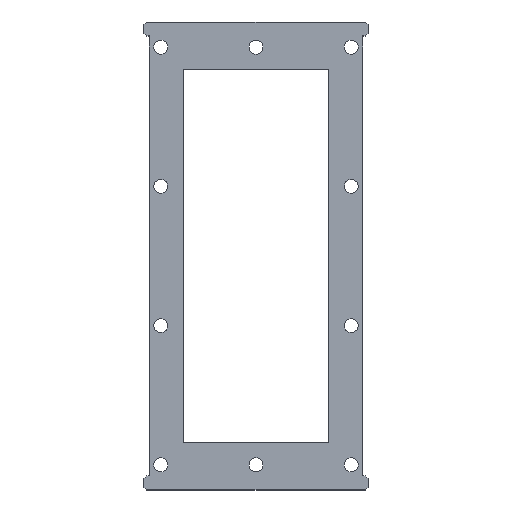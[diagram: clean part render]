
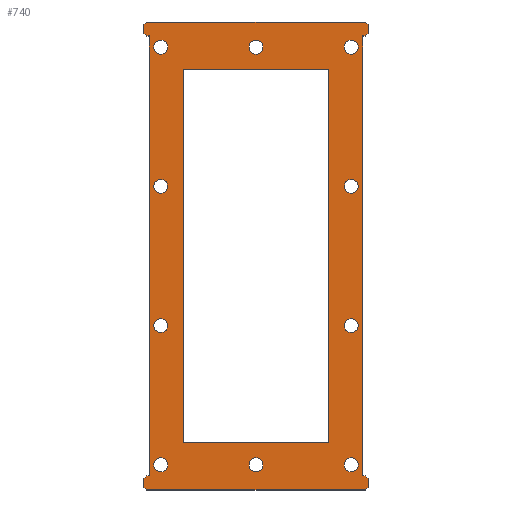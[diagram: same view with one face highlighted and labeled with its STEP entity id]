
A CAD part, top view. The second image highlights one B-rep face of the part: STEP entity #740.
In plain terms, the highlighted planar face has unit normal (0, 0, 1).
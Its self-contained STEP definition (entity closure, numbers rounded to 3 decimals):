
#15=FACE_BOUND('',#119,.T.);
#16=FACE_BOUND('',#120,.T.);
#17=FACE_BOUND('',#121,.T.);
#18=FACE_BOUND('',#122,.T.);
#19=FACE_BOUND('',#123,.T.);
#20=FACE_BOUND('',#124,.T.);
#21=FACE_BOUND('',#125,.T.);
#22=FACE_BOUND('',#126,.T.);
#23=FACE_BOUND('',#127,.T.);
#24=FACE_BOUND('',#128,.T.);
#25=FACE_BOUND('',#129,.T.);
#37=CIRCLE('',#780,2.5);
#39=CIRCLE('',#783,2.5);
#41=CIRCLE('',#786,2.5);
#43=CIRCLE('',#789,2.5);
#45=CIRCLE('',#792,2.5);
#47=CIRCLE('',#795,2.5);
#49=CIRCLE('',#798,2.5);
#51=CIRCLE('',#801,2.5);
#53=CIRCLE('',#804,2.5);
#55=CIRCLE('',#807,2.5);
#82=FACE_OUTER_BOUND('',#118,.T.);
#118=EDGE_LOOP('',(#555,#556,#557,#558,#559,#560,#561,#562,#563,#564,#565,
#566,#567,#568,#569,#570,#571,#572,#573,#574));
#119=EDGE_LOOP('',(#575));
#120=EDGE_LOOP('',(#576));
#121=EDGE_LOOP('',(#577));
#122=EDGE_LOOP('',(#578));
#123=EDGE_LOOP('',(#579));
#124=EDGE_LOOP('',(#580));
#125=EDGE_LOOP('',(#581));
#126=EDGE_LOOP('',(#582));
#127=EDGE_LOOP('',(#583));
#128=EDGE_LOOP('',(#584));
#129=EDGE_LOOP('',(#585,#586,#587,#588));
#162=LINE('',#1033,#244);
#165=LINE('',#1039,#247);
#170=LINE('',#1048,#252);
#172=LINE('',#1051,#254);
#185=LINE('',#1119,#267);
#187=LINE('',#1123,#269);
#188=LINE('',#1125,#270);
#189=LINE('',#1127,#271);
#190=LINE('',#1129,#272);
#191=LINE('',#1131,#273);
#192=LINE('',#1133,#274);
#193=LINE('',#1135,#275);
#194=LINE('',#1137,#276);
#195=LINE('',#1139,#277);
#196=LINE('',#1141,#278);
#197=LINE('',#1143,#279);
#198=LINE('',#1145,#280);
#199=LINE('',#1147,#281);
#200=LINE('',#1149,#282);
#201=LINE('',#1151,#283);
#202=LINE('',#1153,#284);
#203=LINE('',#1155,#285);
#204=LINE('',#1157,#286);
#205=LINE('',#1158,#287);
#244=VECTOR('',#836,10.);
#247=VECTOR('',#841,10.);
#252=VECTOR('',#848,10.);
#254=VECTOR('',#852,10.);
#267=VECTOR('',#927,10.);
#269=VECTOR('',#931,10.);
#270=VECTOR('',#932,10.);
#271=VECTOR('',#933,10.);
#272=VECTOR('',#934,10.);
#273=VECTOR('',#935,10.);
#274=VECTOR('',#936,10.);
#275=VECTOR('',#937,10.);
#276=VECTOR('',#938,10.);
#277=VECTOR('',#939,10.);
#278=VECTOR('',#940,10.);
#279=VECTOR('',#941,10.);
#280=VECTOR('',#942,10.);
#281=VECTOR('',#943,10.);
#282=VECTOR('',#944,10.);
#283=VECTOR('',#945,10.);
#284=VECTOR('',#946,10.);
#285=VECTOR('',#947,10.);
#286=VECTOR('',#948,10.);
#287=VECTOR('',#949,10.);
#325=VERTEX_POINT('',#1029);
#327=VERTEX_POINT('',#1032);
#329=VERTEX_POINT('',#1038);
#332=VERTEX_POINT('',#1046);
#333=VERTEX_POINT('',#1053);
#335=VERTEX_POINT('',#1059);
#337=VERTEX_POINT('',#1065);
#339=VERTEX_POINT('',#1071);
#341=VERTEX_POINT('',#1077);
#343=VERTEX_POINT('',#1083);
#345=VERTEX_POINT('',#1089);
#347=VERTEX_POINT('',#1095);
#349=VERTEX_POINT('',#1101);
#351=VERTEX_POINT('',#1107);
#355=VERTEX_POINT('',#1116);
#356=VERTEX_POINT('',#1118);
#357=VERTEX_POINT('',#1122);
#358=VERTEX_POINT('',#1124);
#359=VERTEX_POINT('',#1126);
#360=VERTEX_POINT('',#1128);
#361=VERTEX_POINT('',#1130);
#362=VERTEX_POINT('',#1132);
#363=VERTEX_POINT('',#1134);
#364=VERTEX_POINT('',#1136);
#365=VERTEX_POINT('',#1138);
#366=VERTEX_POINT('',#1140);
#367=VERTEX_POINT('',#1142);
#368=VERTEX_POINT('',#1144);
#369=VERTEX_POINT('',#1146);
#370=VERTEX_POINT('',#1148);
#371=VERTEX_POINT('',#1150);
#372=VERTEX_POINT('',#1152);
#373=VERTEX_POINT('',#1154);
#374=VERTEX_POINT('',#1156);
#394=EDGE_CURVE('',#325,#327,#162,.T.);
#397=EDGE_CURVE('',#327,#329,#165,.T.);
#402=EDGE_CURVE('',#332,#325,#170,.T.);
#404=EDGE_CURVE('',#329,#332,#172,.T.);
#405=EDGE_CURVE('',#333,#333,#37,.T.);
#408=EDGE_CURVE('',#335,#335,#39,.T.);
#411=EDGE_CURVE('',#337,#337,#41,.T.);
#414=EDGE_CURVE('',#339,#339,#43,.T.);
#417=EDGE_CURVE('',#341,#341,#45,.T.);
#420=EDGE_CURVE('',#343,#343,#47,.T.);
#423=EDGE_CURVE('',#345,#345,#49,.T.);
#426=EDGE_CURVE('',#347,#347,#51,.T.);
#429=EDGE_CURVE('',#349,#349,#53,.T.);
#432=EDGE_CURVE('',#351,#351,#55,.T.);
#437=EDGE_CURVE('',#355,#356,#185,.T.);
#439=EDGE_CURVE('',#357,#355,#187,.T.);
#440=EDGE_CURVE('',#358,#357,#188,.T.);
#441=EDGE_CURVE('',#358,#359,#189,.T.);
#442=EDGE_CURVE('',#359,#360,#190,.T.);
#443=EDGE_CURVE('',#360,#361,#191,.T.);
#444=EDGE_CURVE('',#362,#361,#192,.T.);
#445=EDGE_CURVE('',#363,#362,#193,.T.);
#446=EDGE_CURVE('',#364,#363,#194,.T.);
#447=EDGE_CURVE('',#364,#365,#195,.T.);
#448=EDGE_CURVE('',#366,#365,#196,.T.);
#449=EDGE_CURVE('',#367,#366,#197,.T.);
#450=EDGE_CURVE('',#368,#367,#198,.T.);
#451=EDGE_CURVE('',#368,#369,#199,.T.);
#452=EDGE_CURVE('',#369,#370,#200,.T.);
#453=EDGE_CURVE('',#370,#371,#201,.T.);
#454=EDGE_CURVE('',#372,#371,#202,.T.);
#455=EDGE_CURVE('',#373,#372,#203,.T.);
#456=EDGE_CURVE('',#374,#373,#204,.T.);
#457=EDGE_CURVE('',#374,#356,#205,.T.);
#555=ORIENTED_EDGE('',*,*,#437,.F.);
#556=ORIENTED_EDGE('',*,*,#439,.F.);
#557=ORIENTED_EDGE('',*,*,#440,.F.);
#558=ORIENTED_EDGE('',*,*,#441,.T.);
#559=ORIENTED_EDGE('',*,*,#442,.T.);
#560=ORIENTED_EDGE('',*,*,#443,.T.);
#561=ORIENTED_EDGE('',*,*,#444,.F.);
#562=ORIENTED_EDGE('',*,*,#445,.F.);
#563=ORIENTED_EDGE('',*,*,#446,.F.);
#564=ORIENTED_EDGE('',*,*,#447,.T.);
#565=ORIENTED_EDGE('',*,*,#448,.F.);
#566=ORIENTED_EDGE('',*,*,#449,.F.);
#567=ORIENTED_EDGE('',*,*,#450,.F.);
#568=ORIENTED_EDGE('',*,*,#451,.T.);
#569=ORIENTED_EDGE('',*,*,#452,.T.);
#570=ORIENTED_EDGE('',*,*,#453,.T.);
#571=ORIENTED_EDGE('',*,*,#454,.F.);
#572=ORIENTED_EDGE('',*,*,#455,.F.);
#573=ORIENTED_EDGE('',*,*,#456,.F.);
#574=ORIENTED_EDGE('',*,*,#457,.T.);
#575=ORIENTED_EDGE('',*,*,#405,.T.);
#576=ORIENTED_EDGE('',*,*,#408,.T.);
#577=ORIENTED_EDGE('',*,*,#411,.T.);
#578=ORIENTED_EDGE('',*,*,#414,.T.);
#579=ORIENTED_EDGE('',*,*,#417,.T.);
#580=ORIENTED_EDGE('',*,*,#420,.T.);
#581=ORIENTED_EDGE('',*,*,#423,.T.);
#582=ORIENTED_EDGE('',*,*,#426,.T.);
#583=ORIENTED_EDGE('',*,*,#429,.T.);
#584=ORIENTED_EDGE('',*,*,#432,.T.);
#585=ORIENTED_EDGE('',*,*,#402,.F.);
#586=ORIENTED_EDGE('',*,*,#404,.F.);
#587=ORIENTED_EDGE('',*,*,#397,.F.);
#588=ORIENTED_EDGE('',*,*,#394,.F.);
#704=PLANE('',#810);
#740=ADVANCED_FACE('',(#82,#15,#16,#17,#18,#19,#20,#21,#22,#23,#24,#25),
#704,.T.);
#780=AXIS2_PLACEMENT_3D('',#1054,#855,#856);
#783=AXIS2_PLACEMENT_3D('',#1060,#862,#863);
#786=AXIS2_PLACEMENT_3D('',#1066,#869,#870);
#789=AXIS2_PLACEMENT_3D('',#1072,#876,#877);
#792=AXIS2_PLACEMENT_3D('',#1078,#883,#884);
#795=AXIS2_PLACEMENT_3D('',#1084,#890,#891);
#798=AXIS2_PLACEMENT_3D('',#1090,#897,#898);
#801=AXIS2_PLACEMENT_3D('',#1096,#904,#905);
#804=AXIS2_PLACEMENT_3D('',#1102,#911,#912);
#807=AXIS2_PLACEMENT_3D('',#1108,#918,#919);
#810=AXIS2_PLACEMENT_3D('',#1121,#929,#930);
#836=DIRECTION('',(0.,1.,0.));
#841=DIRECTION('',(-1.,0.,0.));
#848=DIRECTION('',(1.,0.,0.));
#852=DIRECTION('',(0.,-1.,0.));
#855=DIRECTION('center_axis',(0.,0.,-1.));
#856=DIRECTION('ref_axis',(-1.,0.,0.));
#862=DIRECTION('center_axis',(0.,0.,-1.));
#863=DIRECTION('ref_axis',(-1.,0.,0.));
#869=DIRECTION('center_axis',(0.,0.,-1.));
#870=DIRECTION('ref_axis',(-1.,0.,0.));
#876=DIRECTION('center_axis',(0.,0.,-1.));
#877=DIRECTION('ref_axis',(-1.,0.,0.));
#883=DIRECTION('center_axis',(0.,0.,-1.));
#884=DIRECTION('ref_axis',(-1.,0.,0.));
#890=DIRECTION('center_axis',(0.,0.,-1.));
#891=DIRECTION('ref_axis',(-1.,0.,0.));
#897=DIRECTION('center_axis',(0.,0.,-1.));
#898=DIRECTION('ref_axis',(-1.,0.,0.));
#904=DIRECTION('center_axis',(0.,0.,-1.));
#905=DIRECTION('ref_axis',(-1.,0.,0.));
#911=DIRECTION('center_axis',(0.,0.,-1.));
#912=DIRECTION('ref_axis',(-1.,0.,0.));
#918=DIRECTION('center_axis',(0.,0.,-1.));
#919=DIRECTION('ref_axis',(-1.,0.,0.));
#927=DIRECTION('',(0.707,0.707,0.));
#929=DIRECTION('center_axis',(0.,0.,1.));
#930=DIRECTION('ref_axis',(0.,1.,0.));
#931=DIRECTION('',(0.,1.,0.));
#932=DIRECTION('',(-0.707,0.707,0.));
#933=DIRECTION('',(1.,0.,0.));
#934=DIRECTION('',(0.,-1.,0.));
#935=DIRECTION('',(-1.,0.,0.));
#936=DIRECTION('',(0.707,0.707,0.));
#937=DIRECTION('',(0.,1.,0.));
#938=DIRECTION('',(-0.707,0.707,0.));
#939=DIRECTION('',(1.,0.,0.));
#940=DIRECTION('',(-0.707,-0.707,0.));
#941=DIRECTION('',(0.,-1.,0.));
#942=DIRECTION('',(0.707,-0.707,0.));
#943=DIRECTION('',(-1.,0.,0.));
#944=DIRECTION('',(0.,1.,0.));
#945=DIRECTION('',(1.,0.,0.));
#946=DIRECTION('',(-0.707,-0.707,0.));
#947=DIRECTION('',(0.,-1.,0.));
#948=DIRECTION('',(0.707,-0.707,0.));
#949=DIRECTION('',(-1.,0.,0.));
#1029=CARTESIAN_POINT('',(64.2,17.,9.525));
#1032=CARTESIAN_POINT('',(64.2,150.4,9.525));
#1033=CARTESIAN_POINT('',(64.2,119.05,9.525));
#1038=CARTESIAN_POINT('',(12.,150.4,9.525));
#1039=CARTESIAN_POINT('',(23.05,150.4,9.525));
#1046=CARTESIAN_POINT('',(12.,17.,9.525));
#1048=CARTESIAN_POINT('',(53.15,17.,9.525));
#1051=CARTESIAN_POINT('',(12.,48.35,9.525));
#1053=CARTESIAN_POINT('',(74.7,58.8,9.525));
#1054=CARTESIAN_POINT('Origin',(72.2,58.8,9.525));
#1059=CARTESIAN_POINT('',(6.5,58.8,9.525));
#1060=CARTESIAN_POINT('Origin',(4.,58.8,9.525));
#1065=CARTESIAN_POINT('',(6.5,158.4,9.525));
#1066=CARTESIAN_POINT('Origin',(4.,158.4,9.525));
#1071=CARTESIAN_POINT('',(6.5,108.6,9.525));
#1072=CARTESIAN_POINT('Origin',(4.,108.6,9.525));
#1077=CARTESIAN_POINT('',(74.7,9.,9.525));
#1078=CARTESIAN_POINT('Origin',(72.2,9.,9.525));
#1083=CARTESIAN_POINT('',(74.7,108.6,9.525));
#1084=CARTESIAN_POINT('Origin',(72.2,108.6,9.525));
#1089=CARTESIAN_POINT('',(6.5,9.,9.525));
#1090=CARTESIAN_POINT('Origin',(4.,9.,9.525));
#1095=CARTESIAN_POINT('',(40.6,158.4,9.525));
#1096=CARTESIAN_POINT('Origin',(38.1,158.4,9.525));
#1101=CARTESIAN_POINT('',(74.7,158.4,9.525));
#1102=CARTESIAN_POINT('Origin',(72.2,158.4,9.525));
#1107=CARTESIAN_POINT('',(40.6,9.,9.525));
#1108=CARTESIAN_POINT('Origin',(38.1,9.,9.525));
#1116=CARTESIAN_POINT('',(-2.,166.4,9.525));
#1118=CARTESIAN_POINT('',(-1.,167.4,9.525));
#1119=CARTESIAN_POINT('',(-12.4,156.,9.525));
#1121=CARTESIAN_POINT('Origin',(38.1,83.7,9.525));
#1122=CARTESIAN_POINT('',(-2.,163.4,9.525));
#1123=CARTESIAN_POINT('',(-2.,0.,9.525));
#1124=CARTESIAN_POINT('',(-1.,162.4,9.525));
#1125=CARTESIAN_POINT('',(28.2,133.2,9.525));
#1126=CARTESIAN_POINT('',(0.,162.4,9.525));
#1127=CARTESIAN_POINT('',(0.,162.4,9.525));
#1128=CARTESIAN_POINT('',(0.,5.,9.525));
#1129=CARTESIAN_POINT('',(0.,83.7,9.525));
#1130=CARTESIAN_POINT('',(-1.,5.,9.525));
#1131=CARTESIAN_POINT('',(0.,5.,9.525));
#1132=CARTESIAN_POINT('',(-2.,4.,9.525));
#1133=CARTESIAN_POINT('',(28.2,34.2,9.525));
#1134=CARTESIAN_POINT('',(-2.,1.,9.525));
#1135=CARTESIAN_POINT('',(-2.,0.,9.525));
#1136=CARTESIAN_POINT('',(-1.,0.,9.525));
#1137=CARTESIAN_POINT('',(-12.4,11.4,9.525));
#1138=CARTESIAN_POINT('',(77.2,0.,9.525));
#1139=CARTESIAN_POINT('',(38.1,0.,9.525));
#1140=CARTESIAN_POINT('',(78.2,1.,9.525));
#1141=CARTESIAN_POINT('',(88.6,11.4,9.525));
#1142=CARTESIAN_POINT('',(78.2,4.,9.525));
#1143=CARTESIAN_POINT('',(78.2,0.,9.525));
#1144=CARTESIAN_POINT('',(77.2,5.,9.525));
#1145=CARTESIAN_POINT('',(48.,34.2,9.525));
#1146=CARTESIAN_POINT('',(76.2,5.,9.525));
#1147=CARTESIAN_POINT('',(0.,5.,9.525));
#1148=CARTESIAN_POINT('',(76.2,162.4,9.525));
#1149=CARTESIAN_POINT('',(76.2,83.7,9.525));
#1150=CARTESIAN_POINT('',(77.2,162.4,9.525));
#1151=CARTESIAN_POINT('',(0.,162.4,9.525));
#1152=CARTESIAN_POINT('',(78.2,163.4,9.525));
#1153=CARTESIAN_POINT('',(48.,133.2,9.525));
#1154=CARTESIAN_POINT('',(78.2,166.4,9.525));
#1155=CARTESIAN_POINT('',(78.2,0.,9.525));
#1156=CARTESIAN_POINT('',(77.2,167.4,9.525));
#1157=CARTESIAN_POINT('',(88.6,156.,9.525));
#1158=CARTESIAN_POINT('',(38.1,167.4,9.525));
